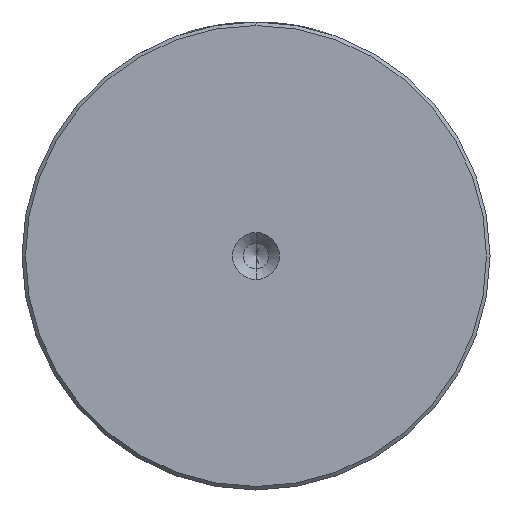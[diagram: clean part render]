
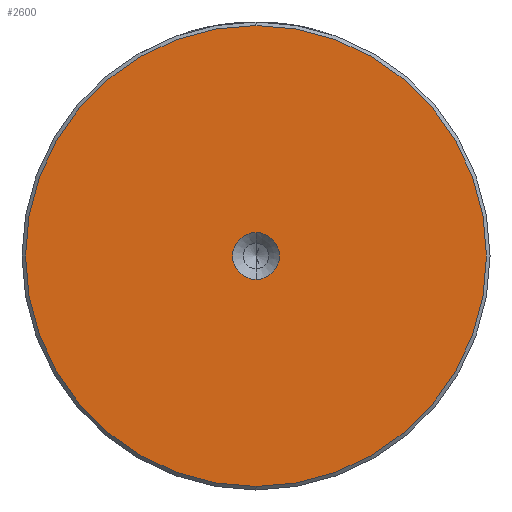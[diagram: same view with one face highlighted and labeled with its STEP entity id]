
A CAD part, left-side view. The second image highlights one B-rep face of the part: STEP entity #2600.
In plain terms, the highlighted planar face has unit normal (-1, 0, 0).
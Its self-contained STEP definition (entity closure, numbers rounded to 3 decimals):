
#41 = EDGE_LOOP ( 'NONE', ( #1087, #2631 ) ) ;
#95 = VERTEX_POINT ( 'NONE', #170 ) ;
#109 = EDGE_CURVE ( 'NONE', #783, #95, #1410, .T. ) ;
#150 = CIRCLE ( 'NONE', #1811, 3.3 ) ;
#170 = CARTESIAN_POINT ( 'NONE',  ( 0., 0., 32.5 ) ) ;
#185 = DIRECTION ( 'NONE',  ( 0., 0., 1. ) ) ;
#208 = CARTESIAN_POINT ( 'NONE',  ( 0., 0., 0. ) ) ;
#287 = DIRECTION ( 'NONE',  ( -1., 0., 0. ) ) ;
#532 = FACE_BOUND ( 'NONE', #41, .T. ) ;
#598 = AXIS2_PLACEMENT_3D ( 'NONE', #2889, #1563, #185 ) ;
#748 = CARTESIAN_POINT ( 'NONE',  ( 0., 0., 0. ) ) ;
#774 = AXIS2_PLACEMENT_3D ( 'NONE', #208, #907, #2496 ) ;
#783 = VERTEX_POINT ( 'NONE', #1733 ) ;
#829 = VERTEX_POINT ( 'NONE', #2402 ) ;
#842 = DIRECTION ( 'NONE',  ( -1., 0., 0. ) ) ;
#907 = DIRECTION ( 'NONE',  ( -1., 0., 0. ) ) ;
#954 = AXIS2_PLACEMENT_3D ( 'NONE', #1660, #287, #1877 ) ;
#971 = CARTESIAN_POINT ( 'NONE',  ( 0., 0., 3.3 ) ) ;
#991 = DIRECTION ( 'NONE',  ( 0., 0., 1. ) ) ;
#1087 = ORIENTED_EDGE ( 'NONE', *, *, #1948, .F. ) ;
#1141 = PLANE ( 'NONE',  #774 ) ;
#1198 = CIRCLE ( 'NONE', #1411, 3.3 ) ;
#1233 = EDGE_LOOP ( 'NONE', ( #1782, #2325 ) ) ;
#1237 = FACE_OUTER_BOUND ( 'NONE', #1233, .T. ) ;
#1288 = EDGE_CURVE ( 'NONE', #95, #783, #1318, .T. ) ;
#1318 = CIRCLE ( 'NONE', #954, 32.5 ) ;
#1410 = CIRCLE ( 'NONE', #598, 32.5 ) ;
#1411 = AXIS2_PLACEMENT_3D ( 'NONE', #2204, #842, #2437 ) ;
#1512 = VERTEX_POINT ( 'NONE', #971 ) ;
#1563 = DIRECTION ( 'NONE',  ( -1., 0., 0. ) ) ;
#1660 = CARTESIAN_POINT ( 'NONE',  ( 0., 0., 0. ) ) ;
#1733 = CARTESIAN_POINT ( 'NONE',  ( 0., 0., -32.5 ) ) ;
#1782 = ORIENTED_EDGE ( 'NONE', *, *, #109, .T. ) ;
#1811 = AXIS2_PLACEMENT_3D ( 'NONE', #748, #2342, #991 ) ;
#1877 = DIRECTION ( 'NONE',  ( 0., 0., 1. ) ) ;
#1948 = EDGE_CURVE ( 'NONE', #1512, #829, #150, .T. ) ;
#2204 = CARTESIAN_POINT ( 'NONE',  ( 0., 0., 0. ) ) ;
#2325 = ORIENTED_EDGE ( 'NONE', *, *, #1288, .T. ) ;
#2342 = DIRECTION ( 'NONE',  ( -1., 0., 0. ) ) ;
#2395 = EDGE_CURVE ( 'NONE', #829, #1512, #1198, .T. ) ;
#2402 = CARTESIAN_POINT ( 'NONE',  ( 0., 0., -3.3 ) ) ;
#2437 = DIRECTION ( 'NONE',  ( 0., 0., 1. ) ) ;
#2496 = DIRECTION ( 'NONE',  ( 0., 0., 1. ) ) ;
#2600 = ADVANCED_FACE ( 'NONE', ( #1237, #532 ), #1141, .T. ) ;
#2631 = ORIENTED_EDGE ( 'NONE', *, *, #2395, .F. ) ;
#2889 = CARTESIAN_POINT ( 'NONE',  ( 0., 0., 0. ) ) ;
